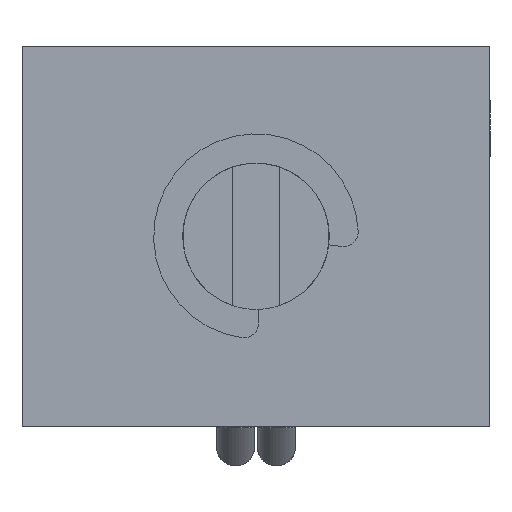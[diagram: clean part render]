
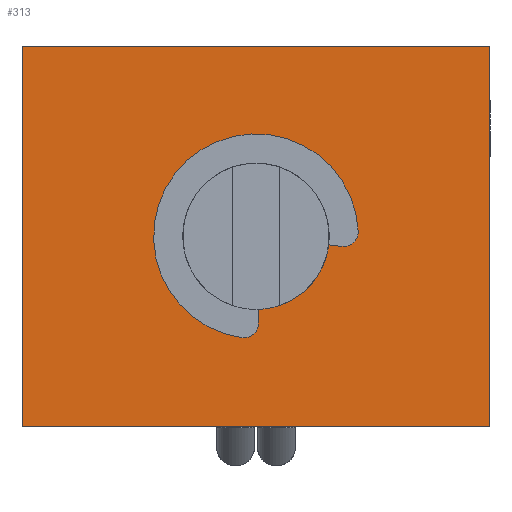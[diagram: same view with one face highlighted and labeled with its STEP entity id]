
A CAD part, left-side view. The second image highlights one B-rep face of the part: STEP entity #313.
In plain terms, the highlighted planar face has unit normal (-1, 0, 0).
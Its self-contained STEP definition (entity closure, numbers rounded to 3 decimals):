
#313 = ADVANCED_FACE( '', ( #602, #603 ), #604, .F. );
#602 = FACE_BOUND( '', #872, .T. );
#603 = FACE_OUTER_BOUND( '', #873, .T. );
#604 = PLANE( '', #874 );
#872 = EDGE_LOOP( '', ( #1366 ) );
#873 = EDGE_LOOP( '', ( #1367, #1368, #1369, #1370 ) );
#874 = AXIS2_PLACEMENT_3D( '', #1371, #1372, #1373 );
#1366 = ORIENTED_EDGE( '', *, *, #1539, .T. );
#1367 = ORIENTED_EDGE( '', *, *, #1662, .T. );
#1368 = ORIENTED_EDGE( '', *, *, #1657, .F. );
#1369 = ORIENTED_EDGE( '', *, *, #1611, .F. );
#1370 = ORIENTED_EDGE( '', *, *, #1596, .T. );
#1371 = CARTESIAN_POINT( '', ( -10., 16., -6.5 ) );
#1372 = DIRECTION( '', ( 1., 0., 0. ) );
#1373 = DIRECTION( '', ( 0., 0., -1. ) );
#1539 = EDGE_CURVE( '', #1793, #1793, #1794, .T. );
#1596 = EDGE_CURVE( '', #1878, #1876, #1879, .T. );
#1611 = EDGE_CURVE( '', #1878, #1900, #1901, .T. );
#1657 = EDGE_CURVE( '', #1900, #1956, #1958, .T. );
#1662 = EDGE_CURVE( '', #1876, #1956, #1964, .T. );
#1793 = VERTEX_POINT( '', #2156 );
#1794 = CIRCLE( '', #2157, 2.5 );
#1876 = VERTEX_POINT( '', #2339 );
#1878 = VERTEX_POINT( '', #2342 );
#1879 = LINE( '', #2343, #2344 );
#1900 = VERTEX_POINT( '', #2370 );
#1901 = LINE( '', #2371, #2372 );
#1956 = VERTEX_POINT( '', #2435 );
#1958 = LINE( '', #2438, #2439 );
#1964 = LINE( '', #2445, #2446 );
#2156 = CARTESIAN_POINT( '', ( -10., 8., -2.5 ) );
#2157 = AXIS2_PLACEMENT_3D( '', #2569, #2570, #2571 );
#2339 = CARTESIAN_POINT( '', ( -10., 0., -6.5 ) );
#2342 = CARTESIAN_POINT( '', ( -10., 16., -6.5 ) );
#2343 = CARTESIAN_POINT( '', ( -10., 16., -6.5 ) );
#2344 = VECTOR( '', #2640, 1000. );
#2370 = CARTESIAN_POINT( '', ( -10., 16., 6.5 ) );
#2371 = CARTESIAN_POINT( '', ( -10., 16., -6.5 ) );
#2372 = VECTOR( '', #2658, 1000. );
#2435 = CARTESIAN_POINT( '', ( -10., 0., 6.5 ) );
#2438 = CARTESIAN_POINT( '', ( -10., 16., 6.5 ) );
#2439 = VECTOR( '', #2710, 1000. );
#2445 = CARTESIAN_POINT( '', ( -10., 0., -6.5 ) );
#2446 = VECTOR( '', #2714, 1000. );
#2569 = CARTESIAN_POINT( '', ( -10., 8., 0. ) );
#2570 = DIRECTION( '', ( 1., 0., 0. ) );
#2571 = DIRECTION( '', ( 0., 0., -1. ) );
#2640 = DIRECTION( '', ( 0., -1., 0. ) );
#2658 = DIRECTION( '', ( 0., 0., 1. ) );
#2710 = DIRECTION( '', ( 0., -1., 0. ) );
#2714 = DIRECTION( '', ( 0., 0., 1. ) );
